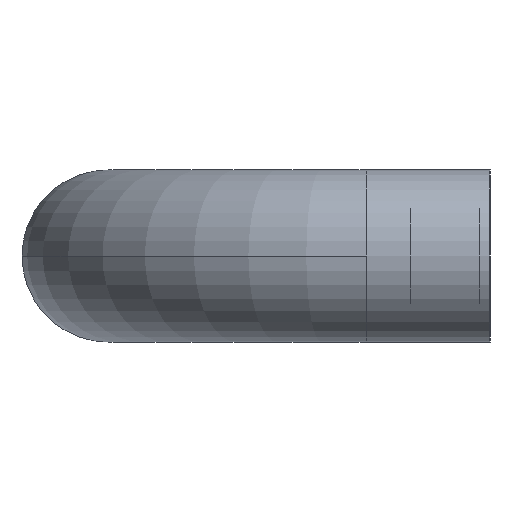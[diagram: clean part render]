
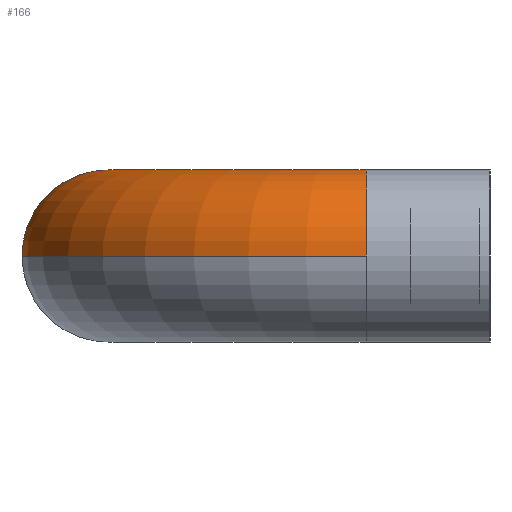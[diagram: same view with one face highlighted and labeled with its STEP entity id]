
A CAD part, left-side view. The second image highlights one B-rep face of the part: STEP entity #166.
In plain terms, the highlighted toroidal (fillet/blend) face has major radius 37.5 mm and minor radius 12.5 mm.
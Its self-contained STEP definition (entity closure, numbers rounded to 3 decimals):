
#86 = CARTESIAN_POINT ( 'NONE',  ( -312.5, 18., 0. ) ) ;
#103 = CARTESIAN_POINT ( 'NONE',  ( -262.5, 68., 0. ) ) ;
#104 = CARTESIAN_POINT ( 'NONE',  ( -300., 18., 12.5 ) ) ;
#105 = CARTESIAN_POINT ( 'NONE',  ( -287.5, 18., 0. ) ) ;
#117 = EDGE_CURVE ( 'NONE', #1038, #865, #968, .T. ) ;
#121 = EDGE_CURVE ( 'NONE', #711, #491, #971, .T. ) ;
#122 = EDGE_CURVE ( 'NONE', #742, #491, #972, .T. ) ;
#123 = EDGE_CURVE ( 'NONE', #865, #742, #973, .T. ) ;
#125 = EDGE_CURVE ( 'NONE', #1038, #711, #975, .T. ) ;
#166 = ADVANCED_FACE ( 'NONE', ( #362 ), #603, .T. ) ;
#330 = EDGE_LOOP ( 'NONE', ( #715, #727, #731, #729, #733 ) ) ;
#362 = FACE_OUTER_BOUND ( 'NONE', #330, .T. ) ;
#364 = AXIS2_PLACEMENT_3D ( 'NONE', #896, #897, #898 ) ;
#491 = VERTEX_POINT ( 'NONE', #86 ) ;
#591 = CARTESIAN_POINT ( 'NONE',  ( -262.5, 43., 0. ) ) ;
#603 = TOROIDAL_SURFACE ( 'NONE', #364, 37.5, 12.5 ) ;
#679 = AXIS2_PLACEMENT_3D ( 'NONE', #1087, #1088, #1089 ) ;
#681 = AXIS2_PLACEMENT_3D ( 'NONE', #1075, #1076, #1077 ) ;
#689 = AXIS2_PLACEMENT_3D ( 'NONE', #1090, #1091, #1092 ) ;
#690 = AXIS2_PLACEMENT_3D ( 'NONE', #1093, #1094, #1095 ) ;
#692 = AXIS2_PLACEMENT_3D ( 'NONE', #1099, #1100, #1101 ) ;
#711 = VERTEX_POINT ( 'NONE', #103 ) ;
#715 = ORIENTED_EDGE ( 'NONE', *, *, #125, .T. ) ;
#727 = ORIENTED_EDGE ( 'NONE', *, *, #121, .T. ) ;
#729 = ORIENTED_EDGE ( 'NONE', *, *, #123, .F. ) ;
#731 = ORIENTED_EDGE ( 'NONE', *, *, #122, .F. ) ;
#733 = ORIENTED_EDGE ( 'NONE', *, *, #117, .F. ) ;
#742 = VERTEX_POINT ( 'NONE', #104 ) ;
#865 = VERTEX_POINT ( 'NONE', #105 ) ;
#896 = CARTESIAN_POINT ( 'NONE',  ( -262.5, 18., 0. ) ) ;
#897 = DIRECTION ( 'NONE',  ( 0., 0., 1. ) ) ;
#898 = DIRECTION ( 'NONE',  ( 1., 0., 0. ) ) ;
#968 = CIRCLE ( 'NONE', #681, 25. ) ;
#971 = CIRCLE ( 'NONE', #679, 50. ) ;
#972 = CIRCLE ( 'NONE', #689, 12.5 ) ;
#973 = CIRCLE ( 'NONE', #690, 12.5 ) ;
#975 = CIRCLE ( 'NONE', #692, 12.5 ) ;
#1038 = VERTEX_POINT ( 'NONE', #591 ) ;
#1075 = CARTESIAN_POINT ( 'NONE',  ( -262.5, 18., 0. ) ) ;
#1076 = DIRECTION ( 'NONE',  ( 0., 0., 1. ) ) ;
#1077 = DIRECTION ( 'NONE',  ( 1., 0., 0. ) ) ;
#1087 = CARTESIAN_POINT ( 'NONE',  ( -262.5, 18., 0. ) ) ;
#1088 = DIRECTION ( 'NONE',  ( 0., 0., 1. ) ) ;
#1089 = DIRECTION ( 'NONE',  ( 1., 0., 0. ) ) ;
#1090 = CARTESIAN_POINT ( 'NONE',  ( -300., 18., 0. ) ) ;
#1091 = DIRECTION ( 'NONE',  ( 0., -1., 0. ) ) ;
#1092 = DIRECTION ( 'NONE',  ( 0., 0., 1. ) ) ;
#1093 = CARTESIAN_POINT ( 'NONE',  ( -300., 18., 0. ) ) ;
#1094 = DIRECTION ( 'NONE',  ( 0., -1., 0. ) ) ;
#1095 = DIRECTION ( 'NONE',  ( 0., 0., 1. ) ) ;
#1099 = CARTESIAN_POINT ( 'NONE',  ( -262.5, 55.5, 0. ) ) ;
#1100 = DIRECTION ( 'NONE',  ( -1., 0., 0. ) ) ;
#1101 = DIRECTION ( 'NONE',  ( 0., 0., 1. ) ) ;
